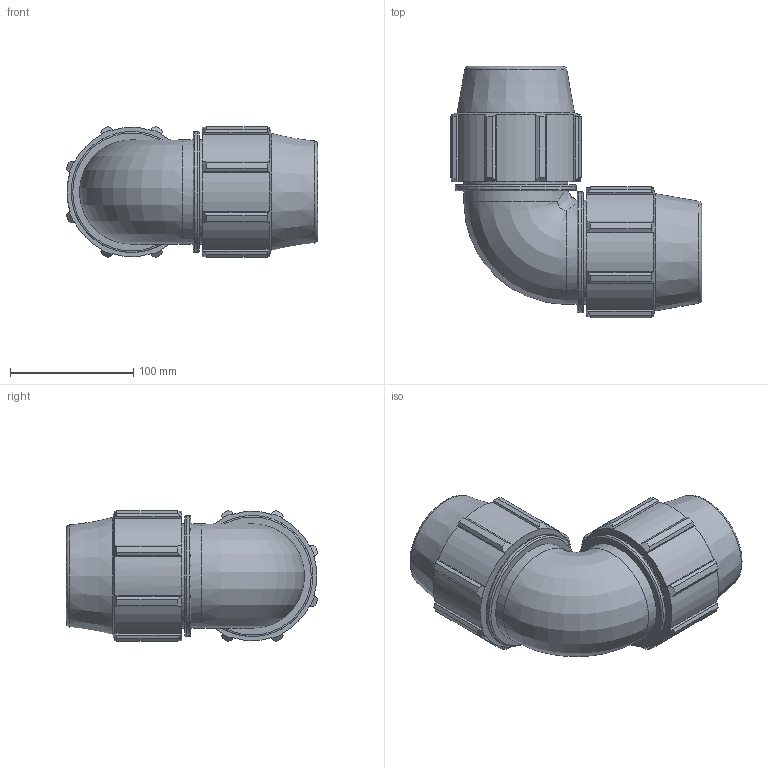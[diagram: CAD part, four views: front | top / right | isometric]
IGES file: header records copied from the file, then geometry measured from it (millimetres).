
Global section: file name: 070500063_180500063_0705060630A.ipt; native system: Autodesk Inventor 2015; preprocessor: unknown; author: KIM; date: 20170606.133231; units: millimetre
Bounding box: 204.16 x 204.16 x 106.32 mm (x, y, z)
Volume: 1171933.8 mm3; surface area: 166032 mm2
Topology: 1 solids, 1 shells, 149 faces, 423 edges, 286 vertices
Faces by surface type: plane 76, cylinder 38, cone 20, revolution 14, bspline 1
Full cylindrical faces by diameter (mm): 84.75 x2, 98.31 x2
